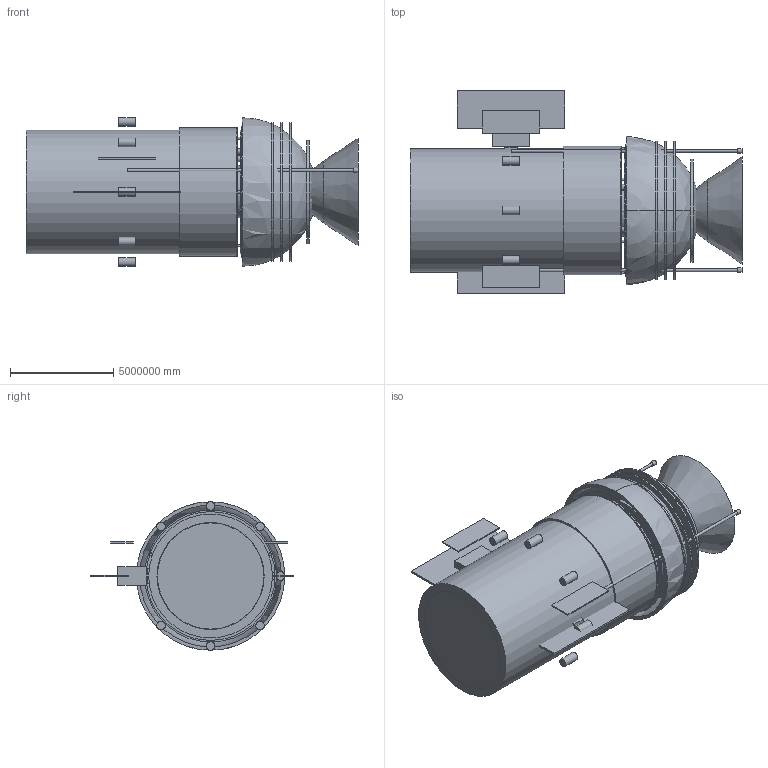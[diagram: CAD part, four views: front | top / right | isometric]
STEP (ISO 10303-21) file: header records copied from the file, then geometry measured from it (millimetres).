
FILE_DESCRIPTION(('FreeCAD Model'),'2;1');
FILE_NAME('Open CASCADE Shape Model','2025-10-13T06:52:05',('Author'),( ''),'Open CASCADE STEP processor 7.8','FreeCAD','Unknown');
FILE_SCHEMA(('AUTOMOTIVE_DESIGN { 1 0 10303 214 1 1 1 1 }'));
Length unit declared in the file: metre
Products named in the file (61): Hull; Strut_6; TPS_Front; ParkerShield; SolarShield_1; SolarShield_3; SolarShield_2; NozzleDiverging1; NozzleConverging; Chamber; NozzleDiverging2; RCS_2; GimbalRing; RCS_1; RCS_5; RCS_7; RCS_3; RCS_4; RCS_6; Solar_port; Radiator_port; CupolaShell; RCS_8; Solar_starboard; Radiator_starboard; CupolaWindow_2; CupolaLoadRing; CupolaWindow_1; CupolaWindow_3; TankLiner; Tank; CupolaWindow_7; CupolaWindow_4; CupolaWindow_5; CupolaWindow_6; WhippleBumper; CupolaWindow_8; WhippleBackplate; Valve_OX; WhippleSkirt ...
Bounding box: 16100000 x 9800000 x 7220000 mm (x, y, z)
Volume: 647832623345145348096 mm3
Topology: 61 solids, 61 shells, 244 faces, 375 edges, 242 vertices
Faces by surface type: plane 193, cylinder 40, sphere 8, cone 3
Full cylindrical faces by diameter (mm): 120000 x6, 140000 x2, 180000 x1, 220000 x2, 280000 x3, 420000 x8, 520000 x1, 620000 x1, 720000 x1, 2500000 x1, 4400000 x1, 4800000 x1, 5000000 x1, 5156000 x1, 5200000 x2, 6000000 x2, 6250000 x2, 6400000 x1, 6720000 x3
Entity records: 11187 total; most frequent: DIRECTION 1681, CARTESIAN_POINT 1576, LINE 889, VECTOR 889, ORIENTED_EDGE 726, PCURVE 726, DEFINITIONAL_REPRESENTATION 726, EDGE_CURVE 363
